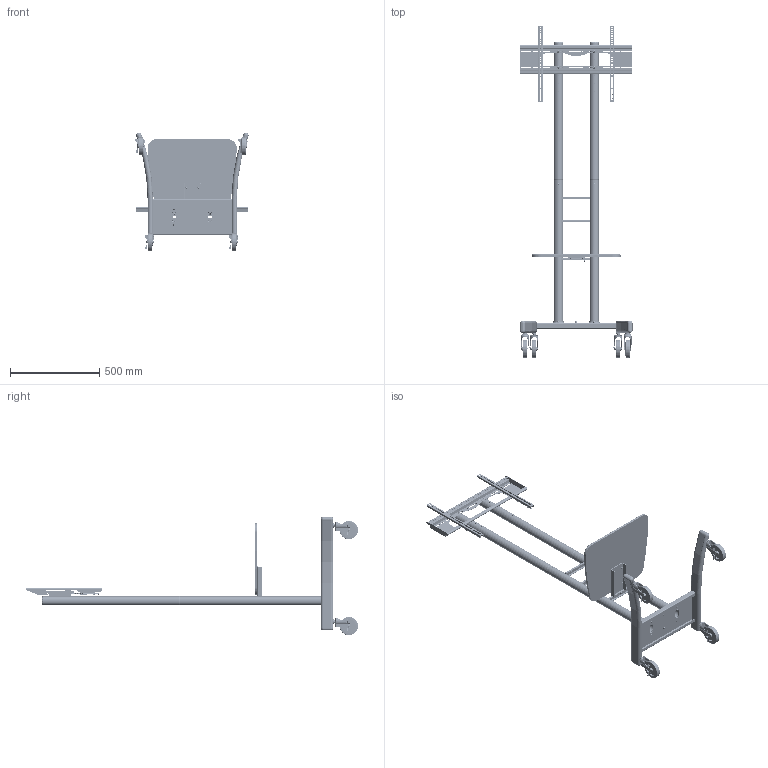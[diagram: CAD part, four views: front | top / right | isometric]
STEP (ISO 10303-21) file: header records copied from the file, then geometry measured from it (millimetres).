
FILE_DESCRIPTION (( 'STEP AP203' ), '1' );
FILE_NAME ('AD-TVC - E02 - 20180628.STEP', '2018-06-28T02:03:08', ( '' ), ( '' ), 'SwSTEP 2.0', 'SolidWorks 2015', '' );
FILE_SCHEMA (( 'CONFIG_CONTROL_DESIGN' ));
Length unit declared in the file: millimetre
Products named in the file (37): 842PB380-1; 9500B899; 842W-599a; 860314(860314); 1750B340(1750B340); 842P-799a(C); 8610B830; 860810(860B810); 946411; 1750B800(1750B800); 9500B400; 842PB500(842PB500-1); 842P0410(預設); 84200411(84200411); 842W-502; PWM7-41; 9500B300a(9500B300); 842PB400; 842W-501a(842W-511); 842PB599(B); 9500B400-1; 842W-500a(842W-500); 9500B400(預設); 1750B800(1750B800)-1; 84200411(84200412); 150321(150B321); 842PB380(842P); AD-TVC - E02 - 20180628; 1750B321(1750B321); PWM7-41-1; 8600A360(8600A360); 842W-503(842W-503); 86300420(86300420); 842W-550a(842W-550); 842W-499a; SOAD-BK-76
Assembly tree (78 placements, depth 6):
  AD-TVC - E02 - 20180628
    842W-499a
      842PB400
        842P0410(預設)
        84200411(84200412)
        84200411(84200411)
        860314(860314)  x4
        86300420(86300420)  x4
      842PB380(842P)
        842PB380-1  x4
      8600A360(8600A360)  x4
    842W-599a
      842W-500a(842W-500)
        842W-501a(842W-511)  x2
        842W-502
        842W-503(842W-503)  x3
      1750B800(1750B800)
        1750B340(1750B340)  x2
      1750B800(1750B800)-1
        1750B340(1750B340)  x2
      842W-550a(842W-550)  x2
      1750B321(1750B321)  x6
      860810(860B810)  x6
      150321(150B321)  x2
    842P-799a(C)
      9500B899
        9500B400
          PWM7-41
            946411
            PWM7-41
          9500B400(預設)
        9500B400-1
          PWM7-41-1
            946411
            PWM7-41
          9500B400(預設)
      1750B321(1750B321)  x4
      9500B300a(9500B300)
    842PB599(B)
      1750B321(1750B321)  x2
      8610B830
      SOAD-BK-76  x4
      842PB500(842PB500-1)
Bounding box: 632.5 x 1857 x 662.86 mm (x, y, z)
Volume: 5953472.8 mm3; surface area: 2983451.4 mm2
Topology: 76 solids, 76 shells, 5844 faces, 15348 edges, 9668 vertices
Faces by surface type: cylinder 2160, plane 1774, cone 1364, torus 354, bspline 144, sphere 48
Entity records: 84567 total; most frequent: CARTESIAN_POINT 33558, ORIENTED_EDGE 9834, DIRECTION 9744, EDGE_CURVE 4917, AXIS2_PLACEMENT_3D 3705, VERTEX_POINT 3127, LINE 2334, VECTOR 2334
